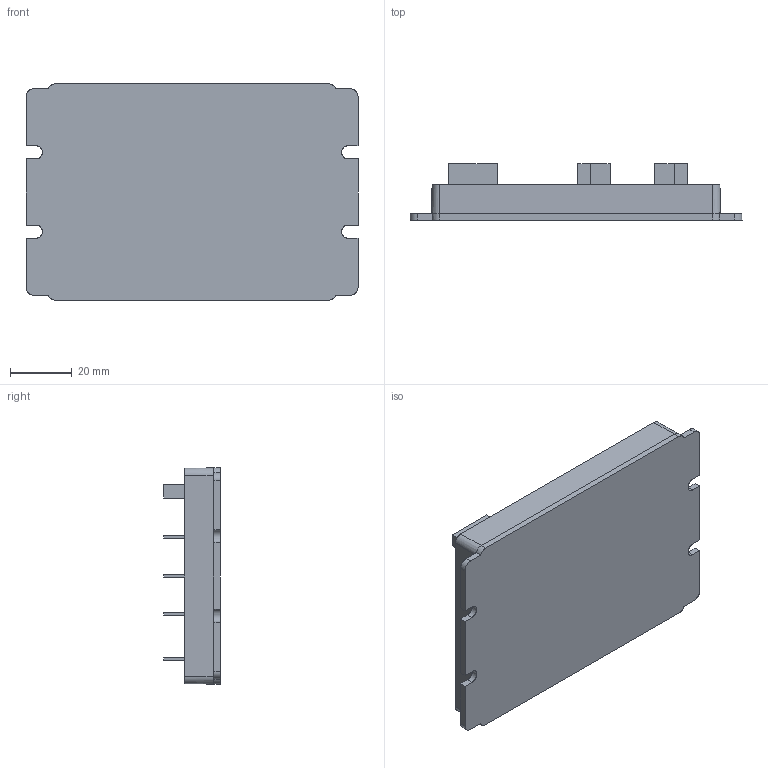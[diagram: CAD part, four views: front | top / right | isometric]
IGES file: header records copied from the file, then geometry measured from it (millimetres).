
Start section: SolidWorks IGES file using analytic representation for surfaces
Global section: file name: 12 amp UPS.IGS; native system: SolidWorks 2015; preprocessor: SolidWorks 2015; author: ALIENWARE; date: 180220.165155; units: inch
Bounding box: 107.31 x 18.28 x 69.91 mm (x, y, z)
Surface area: 37367.6 mm2 (no closed solid volume)
Topology: 0 solids, 0 shells, 207 faces, 1460 edges, 1460 vertices
Faces by surface type: bspline 129, revolution 78
